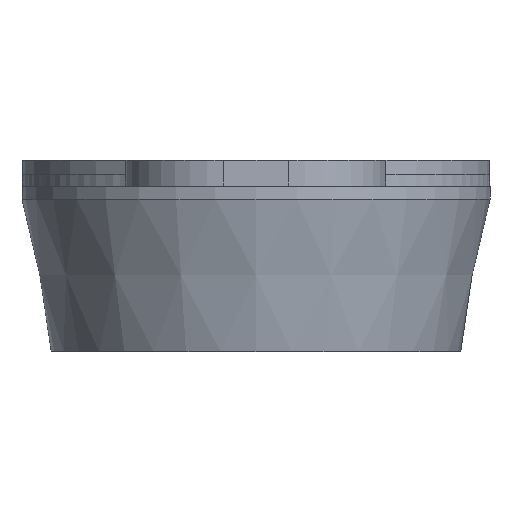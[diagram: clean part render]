
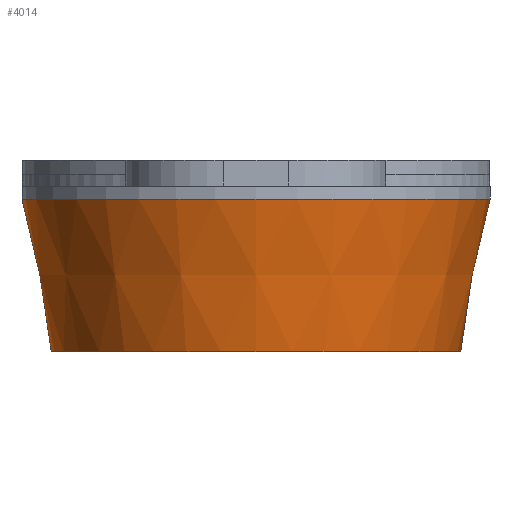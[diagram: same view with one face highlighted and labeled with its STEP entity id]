
A CAD part, front view. The second image highlights one B-rep face of the part: STEP entity #4014.
In plain terms, the highlighted conical face has half-angle 10.84 degrees and reference radius 33.75 mm.
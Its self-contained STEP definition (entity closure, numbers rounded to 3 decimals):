
#46=CONICAL_SURFACE('',#4458,33.75,0.189);
#437=FACE_OUTER_BOUND('',#712,.T.);
#712=EDGE_LOOP('',(#3415,#3416,#3417,#3418,#3419));
#1020=LINE('',#6781,#1310);
#1310=VECTOR('',#5495,33.75);
#1525=CIRCLE('',#4459,31.5);
#1526=CIRCLE('',#4460,36.);
#1527=CIRCLE('',#4461,36.);
#1885=VERTEX_POINT('',#6778);
#1886=VERTEX_POINT('',#6780);
#1887=VERTEX_POINT('',#6782);
#2409=EDGE_CURVE('',#1885,#1885,#1525,.T.);
#2410=EDGE_CURVE('',#1885,#1886,#1020,.T.);
#2411=EDGE_CURVE('',#1886,#1887,#1526,.T.);
#2412=EDGE_CURVE('',#1887,#1886,#1527,.T.);
#3415=ORIENTED_EDGE('',*,*,#2409,.T.);
#3416=ORIENTED_EDGE('',*,*,#2410,.T.);
#3417=ORIENTED_EDGE('',*,*,#2411,.T.);
#3418=ORIENTED_EDGE('',*,*,#2412,.T.);
#3419=ORIENTED_EDGE('',*,*,#2410,.F.);
#4014=ADVANCED_FACE('',(#437),#46,.T.);
#4458=AXIS2_PLACEMENT_3D('',#6777,#5491,#5492);
#4459=AXIS2_PLACEMENT_3D('',#6779,#5493,#5494);
#4460=AXIS2_PLACEMENT_3D('',#6783,#5496,#5497);
#4461=AXIS2_PLACEMENT_3D('',#6784,#5498,#5499);
#5491=DIRECTION('center_axis',(0.,0.,1.));
#5492=DIRECTION('ref_axis',(0.,1.,0.));
#5493=DIRECTION('center_axis',(0.,0.,1.));
#5494=DIRECTION('ref_axis',(1.,0.,0.));
#5495=DIRECTION('',(0.,-0.188,0.982));
#5496=DIRECTION('center_axis',(0.,0.,-1.));
#5497=DIRECTION('ref_axis',(1.,0.,0.));
#5498=DIRECTION('center_axis',(0.,0.,-1.));
#5499=DIRECTION('ref_axis',(1.,0.,0.));
#6777=CARTESIAN_POINT('Origin',(0.,0.,-13.75));
#6778=CARTESIAN_POINT('',(0.,-31.5,-25.5));
#6779=CARTESIAN_POINT('Origin',(0.,0.,
-25.5));
#6780=CARTESIAN_POINT('',(0.,-36.,-2.));
#6781=CARTESIAN_POINT('',(0.,-33.75,-13.75));
#6782=CARTESIAN_POINT('',(-36.,0.,-2.));
#6783=CARTESIAN_POINT('Origin',(0.,0.,-2.));
#6784=CARTESIAN_POINT('Origin',(0.,0.,-2.));
